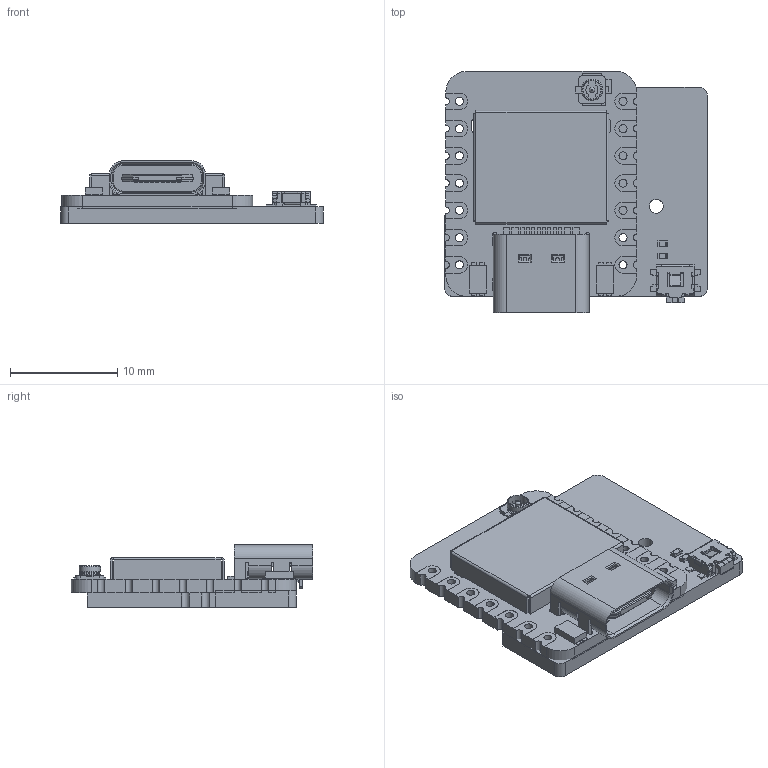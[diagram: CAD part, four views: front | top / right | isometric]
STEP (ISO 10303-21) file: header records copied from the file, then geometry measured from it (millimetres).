
FILE_DESCRIPTION(('KiCad electronic assembly'),'2;1');
FILE_NAME('R0.0-PCB_v3-Omi-Glass.step','2025-05-26T16:40:19',('Pcbnew'), ('Kicad'),'Open CASCADE STEP processor 7.5','KiCad to STEP converter', 'Unknown');
FILE_SCHEMA(('AUTOMOTIVE_DESIGN { 1 0 10303 214 1 1 1 1 }'));
Length unit declared in the file: millimetre
Products named in the file (6): R0.0-PCB_v3-Omi-Glass 1; EVQ-P7A01P; R_0402_1005Metric; XIAO_ESP32S3; R0.0-PCB_v3-Omi-Glass 1.3.1; Omi-Glass-DevKit_PCB
Assembly tree (6 placements, depth 3):
  R0.0-PCB_v3-Omi-Glass 1
    EVQ-P7A01P
    R_0402_1005Metric  x2
    XIAO_ESP32S3
      R0.0-PCB_v3-Omi-Glass 1.3.1
    Omi-Glass-DevKit_PCB
Bounding box: 24.44 x 22.48 x 5.8 mm (x, y, z)
Volume: 1076.6 mm3; surface area: 2804.5 mm2
Topology: 47 solids, 52 shells, 1243 faces, 3226 edges, 2097 vertices
Faces by surface type: plane 937, cylinder 276, torus 12, cone 9, sphere 6, bspline 3
Full cylindrical faces by diameter (mm): 0.5 x3, 0.6 x2, 0.7 x2, 0.75 x14, 1 x4, 1.3 x1, 1.524 x8, 1.72 x1, 1.86 x1, 2 x1
Entity records: 37207 total; most frequent: CARTESIAN_POINT 6821, ORIENTED_EDGE 6296, DIRECTION 6142, EDGE_CURVE 3148, LINE 2574, VECTOR 2574, VERTEX_POINT 2052, AXIS2_PLACEMENT_3D 1784
